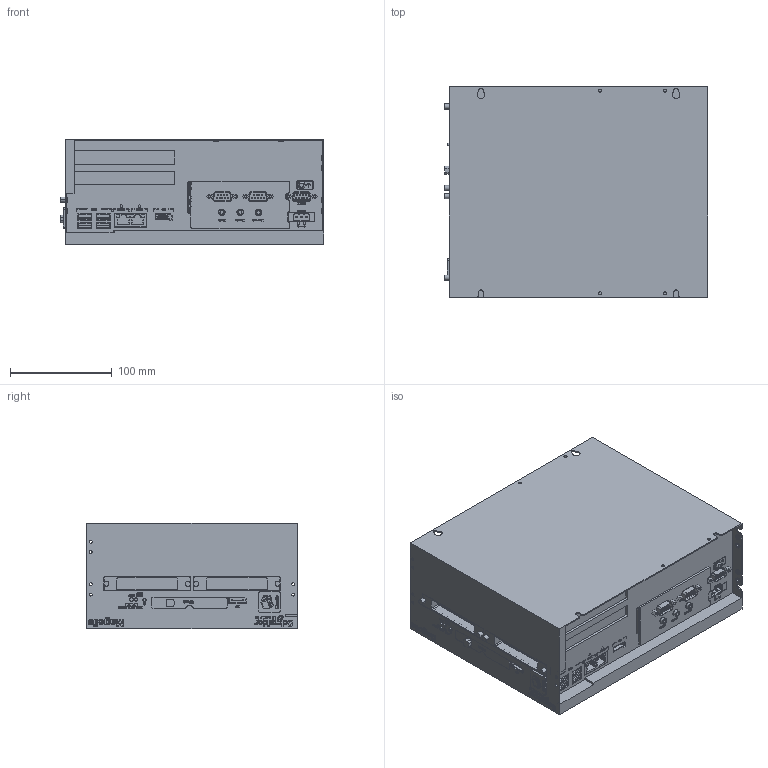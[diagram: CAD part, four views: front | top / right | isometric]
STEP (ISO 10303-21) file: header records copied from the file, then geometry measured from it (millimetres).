
FILE_DESCRIPTION(('STEP AP242'),'1');
FILE_NAME('hmibmp0i74d4001.stp','2021-09-26T18:02:21',('TraceParts'),('TraceParts S.A.'),'Spatial InterOp 3D',' ',' ');
FILE_SCHEMA(('AP242_MANAGED_MODEL_BASED_3D_ENGINEERING_MIM_LF {1 0 10303 442 1 1 4}'));
Length unit declared in the file: millimetre
Products named in the file (1): hmibmp0i74d4001
Bounding box: 259 x 207 x 103.3 mm (x, y, z)
Volume: 4858982.2 mm3; surface area: 240356 mm2
Topology: 1 solids, 1 shells, 3548 faces, 9504 edges, 6328 vertices
Faces by surface type: plane 1646, bspline 1483, cylinder 417, torus 2
Entity records: 198921 total; most frequent: CARTESIAN_POINT 119365, ORIENTED_EDGE 19008, DIRECTION 11549, EDGE_CURVE 9504, VERTEX_POINT 6328, LINE 5681, VECTOR 5681, EDGE_LOOP 3962
